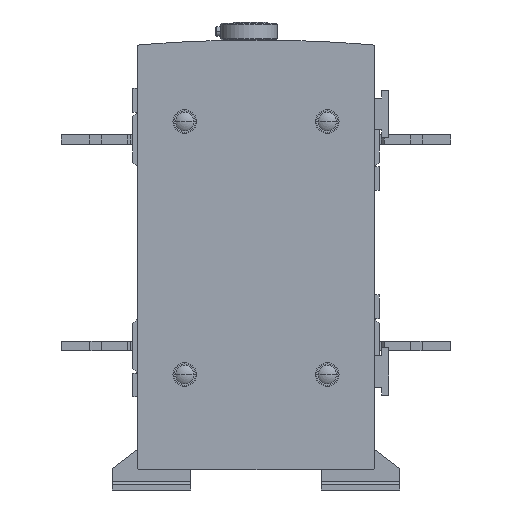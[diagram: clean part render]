
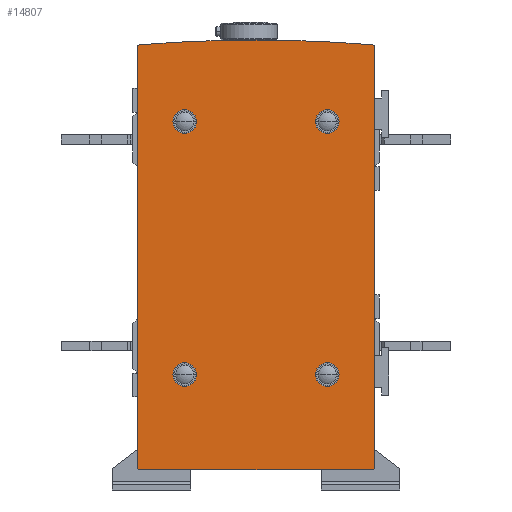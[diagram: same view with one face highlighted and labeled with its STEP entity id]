
A CAD part, left-side view. The second image highlights one B-rep face of the part: STEP entity #14807.
In plain terms, the highlighted planar face has unit normal (-1, 0, 0).
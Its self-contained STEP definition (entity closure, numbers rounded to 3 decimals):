
#14807=ADVANCED_FACE('',(#41577,#41578,#41579,#41580,#41581),#41582,.T.);
#19691=VERTEX_POINT('',#48765);
#19699=VERTEX_POINT('',#48773);
#19703=EDGE_CURVE('',#19691,#19699,#48777,.T.);
#19705=VERTEX_POINT('',#48779);
#19711=VERTEX_POINT('',#48785);
#19713=EDGE_CURVE('',#19705,#19711,#48787,.T.);
#19721=VERTEX_POINT('',#48795);
#19727=VERTEX_POINT('',#48801);
#19729=EDGE_CURVE('',#19721,#19727,#48803,.T.);
#19737=VERTEX_POINT('',#48811);
#19743=VERTEX_POINT('',#48817);
#19745=EDGE_CURVE('',#19737,#19743,#48819,.T.);
#19753=VERTEX_POINT('',#48827);
#19759=VERTEX_POINT('',#48833);
#19761=EDGE_CURVE('',#19753,#19759,#48835,.T.);
#20951=EDGE_CURVE('',#19759,#19753,#50025,.T.);
#20953=EDGE_CURVE('',#19743,#19737,#50027,.T.);
#20955=EDGE_CURVE('',#19727,#19721,#50029,.T.);
#20957=EDGE_CURVE('',#19711,#19705,#50031,.T.);
#20975=VERTEX_POINT('',#50049);
#20981=VERTEX_POINT('',#50055);
#20983=EDGE_CURVE('',#20981,#20975,#50057,.T.);
#20991=VERTEX_POINT('',#50065);
#20993=EDGE_CURVE('',#20975,#20991,#50067,.T.);
#21001=VERTEX_POINT('',#50075);
#21007=EDGE_CURVE('',#20991,#21001,#50081,.T.);
#21011=VERTEX_POINT('',#50085);
#21013=EDGE_CURVE('',#21011,#19691,#50087,.T.);
#21015=VERTEX_POINT('',#50089);
#21017=EDGE_CURVE('',#19699,#21015,#50091,.T.);
#21019=EDGE_CURVE('',#21015,#20981,#50093,.T.);
#21021=VERTEX_POINT('',#50095);
#21023=EDGE_CURVE('',#21001,#21021,#50097,.T.);
#21025=EDGE_CURVE('',#21021,#21011,#50099,.T.);
#41577=FACE_OUTER_BOUND('',#71197,.T.);
#41578=FACE_BOUND('',#71198,.T.);
#41579=FACE_BOUND('',#71199,.T.);
#41580=FACE_BOUND('',#71200,.T.);
#41581=FACE_BOUND('',#71201,.T.);
#41582=PLANE('',#71202);
#48765=CARTESIAN_POINT('',(16.5,82.,189.6));
#48773=CARTESIAN_POINT('',(16.5,131.082,187.589));
#48777=CIRCLE('',#79413,600.0);
#48779=CARTESIAN_POINT('',(16.5,52.0,150.2));
#48785=CARTESIAN_POINT('',(16.5,52.0,160.2));
#48787=CIRCLE('',#79426,5.0);
#48795=CARTESIAN_POINT('',(16.5,52.0,43.6));
#48801=CARTESIAN_POINT('',(16.5,52.0,53.6));
#48803=CIRCLE('',#79448,5.0);
#48811=CARTESIAN_POINT('',(16.5,112.0,43.6));
#48817=CARTESIAN_POINT('',(16.5,112.0,53.6));
#48819=CIRCLE('',#79470,5.0);
#48827=CARTESIAN_POINT('',(16.5,112.0,150.2));
#48833=CARTESIAN_POINT('',(16.5,112.0,160.2));
#48835=CIRCLE('',#79492,5.0);
#50025=CIRCLE('',#81272,5.0);
#50027=CIRCLE('',#81275,5.0);
#50029=CIRCLE('',#81278,5.0);
#50031=CIRCLE('',#81281,5.0);
#50049=CARTESIAN_POINT('',(16.5,131.0,8.6));
#50055=CARTESIAN_POINT('',(16.5,132.0,9.6));
#50057=CIRCLE('',#81318,1.0);
#50065=CARTESIAN_POINT('',(16.5,33.0,8.6));
#50067=LINE('',#81332,#81333);
#50075=CARTESIAN_POINT('',(16.5,32.0,9.6));
#50081=CIRCLE('',#81354,1.0);
#50085=CARTESIAN_POINT('',(16.5,32.918,187.589));
#50087=CIRCLE('',#81362,600.0);
#50089=CARTESIAN_POINT('',(16.5,132.0,186.592));
#50091=CIRCLE('',#81367,1.0);
#50093=LINE('',#81370,#81371);
#50095=CARTESIAN_POINT('',(16.5,32.0,186.592));
#50097=LINE('',#81376,#81377);
#50099=CIRCLE('',#81380,1.0);
#71197=EDGE_LOOP('',(#114577,#114578,#114579,#114580,#114581,#114582,#114583,#114584,#114585));
#71198=EDGE_LOOP('',(#114586,#114587));
#71199=EDGE_LOOP('',(#114588,#114589));
#71200=EDGE_LOOP('',(#114590,#114591));
#71201=EDGE_LOOP('',(#114592,#114593));
#71202=AXIS2_PLACEMENT_3D('',#114594,#114595,#114596);
#79413=AXIS2_PLACEMENT_3D('',#134635,#134636,#134637);
#79426=AXIS2_PLACEMENT_3D('',#134639,#134640,#134641);
#79448=AXIS2_PLACEMENT_3D('',#134647,#134648,#134649);
#79470=AXIS2_PLACEMENT_3D('',#134655,#134656,#134657);
#79492=AXIS2_PLACEMENT_3D('',#134663,#134664,#134665);
#81272=AXIS2_PLACEMENT_3D('',#135283,#135284,#135285);
#81275=AXIS2_PLACEMENT_3D('',#135286,#135287,#135288);
#81278=AXIS2_PLACEMENT_3D('',#135289,#135290,#135291);
#81281=AXIS2_PLACEMENT_3D('',#135292,#135293,#135294);
#81318=AXIS2_PLACEMENT_3D('',#135300,#135301,#135302);
#81332=CARTESIAN_POINT('',(16.5,131.0,8.6));
#81333=VECTOR('',#135307,98.0);
#81354=AXIS2_PLACEMENT_3D('',#135311,#135312,#135313);
#81362=AXIS2_PLACEMENT_3D('',#135317,#135318,#135319);
#81367=AXIS2_PLACEMENT_3D('',#135320,#135321,#135322);
#81370=CARTESIAN_POINT('',(16.5,132.0,186.592));
#81371=VECTOR('',#135323,176.992);
#81376=CARTESIAN_POINT('',(16.5,32.0,9.6));
#81377=VECTOR('',#135324,176.992);
#81380=AXIS2_PLACEMENT_3D('',#135325,#135326,#135327);
#114577=ORIENTED_EDGE('',*,*,#21013,.T.);
#114578=ORIENTED_EDGE('',*,*,#19703,.T.);
#114579=ORIENTED_EDGE('',*,*,#21017,.T.);
#114580=ORIENTED_EDGE('',*,*,#21019,.T.);
#114581=ORIENTED_EDGE('',*,*,#20983,.T.);
#114582=ORIENTED_EDGE('',*,*,#20993,.T.);
#114583=ORIENTED_EDGE('',*,*,#21007,.T.);
#114584=ORIENTED_EDGE('',*,*,#21023,.T.);
#114585=ORIENTED_EDGE('',*,*,#21025,.T.);
#114586=ORIENTED_EDGE('',*,*,#19713,.F.);
#114587=ORIENTED_EDGE('',*,*,#20957,.F.);
#114588=ORIENTED_EDGE('',*,*,#19729,.F.);
#114589=ORIENTED_EDGE('',*,*,#20955,.F.);
#114590=ORIENTED_EDGE('',*,*,#19745,.F.);
#114591=ORIENTED_EDGE('',*,*,#20953,.F.);
#114592=ORIENTED_EDGE('',*,*,#19761,.F.);
#114593=ORIENTED_EDGE('',*,*,#20951,.F.);
#114594=CARTESIAN_POINT('',(16.5,32.0,8.6));
#114595=DIRECTION('',(-1.0,0.0,0.0));
#114596=DIRECTION('',(0.0,1.0,0.0));
#134635=CARTESIAN_POINT('',(16.5,82.0,-410.4));
#134636=DIRECTION('',(-1.0,0.0,0.0));
#134637=DIRECTION('',(0.0,-0.082,0.997));
#134639=CARTESIAN_POINT('',(16.5,52.0,155.2));
#134640=DIRECTION('',(-1.0,0.0,0.0));
#134641=DIRECTION('',(0.0,0.0,1.0));
#134647=CARTESIAN_POINT('',(16.5,52.0,48.6));
#134648=DIRECTION('',(-1.0,0.0,0.0));
#134649=DIRECTION('',(0.0,0.0,1.0));
#134655=CARTESIAN_POINT('',(16.5,112.0,48.6));
#134656=DIRECTION('',(-1.0,0.0,0.0));
#134657=DIRECTION('',(0.0,0.0,1.0));
#134663=CARTESIAN_POINT('',(16.5,112.0,155.2));
#134664=DIRECTION('',(-1.0,0.0,0.0));
#134665=DIRECTION('',(0.0,0.0,1.0));
#135283=CARTESIAN_POINT('',(16.5,112.0,155.2));
#135284=DIRECTION('',(-1.0,0.0,0.0));
#135285=DIRECTION('',(0.0,0.0,1.0));
#135286=CARTESIAN_POINT('',(16.5,112.0,48.6));
#135287=DIRECTION('',(-1.0,0.0,0.0));
#135288=DIRECTION('',(0.0,0.0,1.0));
#135289=CARTESIAN_POINT('',(16.5,52.0,48.6));
#135290=DIRECTION('',(-1.0,0.0,0.0));
#135291=DIRECTION('',(0.0,0.0,1.0));
#135292=CARTESIAN_POINT('',(16.5,52.0,155.2));
#135293=DIRECTION('',(-1.0,0.0,0.0));
#135294=DIRECTION('',(0.0,0.0,1.0));
#135300=CARTESIAN_POINT('',(16.5,131.0,9.6));
#135301=DIRECTION('',(-1.0,0.0,0.0));
#135302=DIRECTION('',(0.0,1.0,0.0));
#135307=DIRECTION('',(0.0,-1.0,0.0));
#135311=CARTESIAN_POINT('',(16.5,33.0,9.6));
#135312=DIRECTION('',(-1.0,0.0,0.0));
#135313=DIRECTION('',(0.0,0.0,-1.0));
#135317=CARTESIAN_POINT('',(16.5,82.0,-410.4));
#135318=DIRECTION('',(-1.0,0.0,0.0));
#135319=DIRECTION('',(0.0,-0.082,0.997));
#135320=CARTESIAN_POINT('',(16.5,131.0,186.592));
#135321=DIRECTION('',(-1.0,0.0,0.0));
#135322=DIRECTION('',(0.0,0.082,0.997));
#135323=DIRECTION('',(0.0,0.0,-1.0));
#135324=DIRECTION('',(0.0,0.0,1.0));
#135325=CARTESIAN_POINT('',(16.5,33.0,186.592));
#135326=DIRECTION('',(-1.0,0.0,0.0));
#135327=DIRECTION('',(0.0,-1.0,0.));
